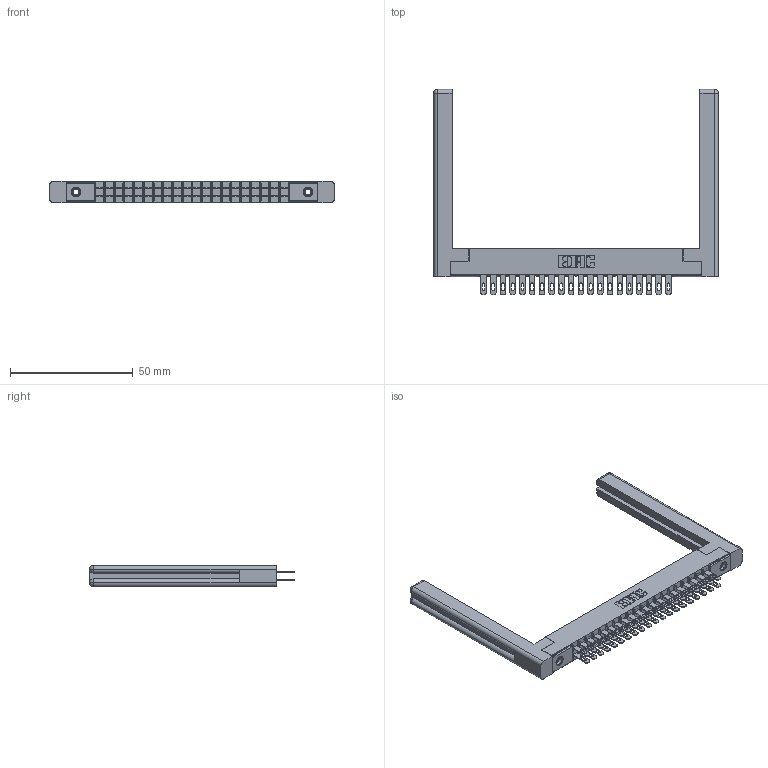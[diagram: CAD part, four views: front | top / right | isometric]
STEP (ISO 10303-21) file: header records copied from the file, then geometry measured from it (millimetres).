
FILE_DESCRIPTION (( 'STEP AP203' ), '1' );
FILE_NAME ('305-040-500-558.STEP', '2019-09-09T18:51:15', ( '' ), ( '' ), 'SwSTEP 2.0', 'SolidWorks 2016', '' );
FILE_SCHEMA (( 'CONFIG_CONTROL_DESIGN' ));
Length unit declared in the file: inch
Products named in the file (5): 307-220-058; 305 Part_.156 Dia; 305-040-500-558; 305-290-001_500; 345-250-001_345-250-001-102
Assembly tree (45 placements, depth 2):
  305-040-500-558
    305 Part_.156 Dia
    305-290-001_500  x40
    345-250-001_345-250-001-102  x2
    307-220-058  x2
Bounding box: 115.87 x 83.49 x 8.71 mm (x, y, z)
Volume: 14836.5 mm3; surface area: 19697.2 mm2
Topology: 45 solids, 45 shells, 2258 faces, 6410 edges, 4152 vertices
Faces by surface type: plane 1272, cylinder 882, sphere 80, cone 12, torus 12
Entity records: 26988 total; most frequent: CARTESIAN_POINT 4481, ORIENTED_EDGE 4386, DIRECTION 4317, EDGE_CURVE 2193, VECTOR 1737, LINE 1737, VERTEX_POINT 1400, AXIS2_PLACEMENT_3D 1290
